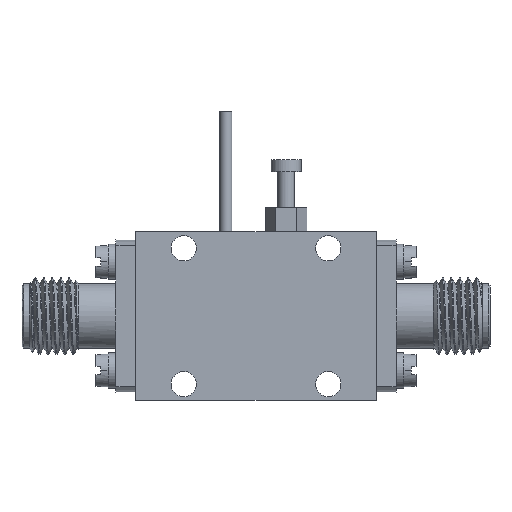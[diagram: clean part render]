
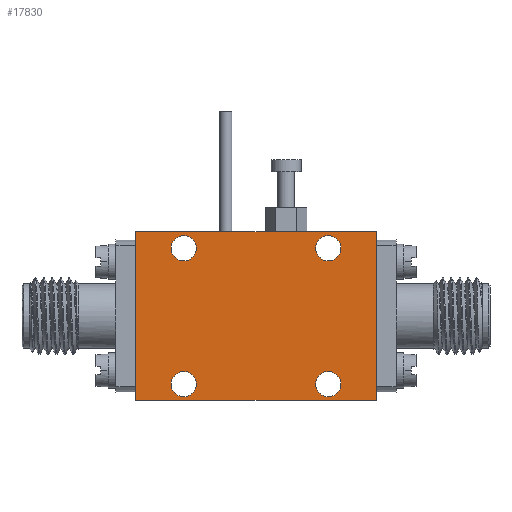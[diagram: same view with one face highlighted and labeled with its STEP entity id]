
A CAD part, front view. The second image highlights one B-rep face of the part: STEP entity #17830.
In plain terms, the highlighted planar face has unit normal (0, -1, 0).
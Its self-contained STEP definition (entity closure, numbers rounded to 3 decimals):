
#70 = ORIENTED_EDGE ( 'NONE', *, *, #7675, .T. ) ;
#135 = PLANE ( 'NONE',  #12967 ) ;
#245 = FACE_OUTER_BOUND ( 'NONE', #1475, .T. ) ;
#540 = CARTESIAN_POINT ( 'NONE',  ( -6., 0., 6.7 ) ) ;
#899 = ORIENTED_EDGE ( 'NONE', *, *, #15461, .T. ) ;
#1061 = CIRCLE ( 'NONE', #7109, 1.05 ) ;
#1078 = DIRECTION ( 'NONE',  ( 0., 0., 1. ) ) ;
#1317 = ORIENTED_EDGE ( 'NONE', *, *, #4349, .T. ) ;
#1378 = DIRECTION ( 'NONE',  ( 0., 1., 0. ) ) ;
#1475 = EDGE_LOOP ( 'NONE', ( #70, #5475, #6369, #17901 ) ) ;
#1712 = CARTESIAN_POINT ( 'NONE',  ( -6., 0., 5.65 ) ) ;
#1860 = VERTEX_POINT ( 'NONE', #16675 ) ;
#2034 = CIRCLE ( 'NONE', #14110, 1.05 ) ;
#2206 = DIRECTION ( 'NONE',  ( 0., 1., 0. ) ) ;
#2308 = EDGE_CURVE ( 'NONE', #1860, #9489, #15421, .T. ) ;
#2359 = LINE ( 'NONE', #8909, #18480 ) ;
#2547 = CARTESIAN_POINT ( 'NONE',  ( 6., 0., 5.65 ) ) ;
#2841 = CARTESIAN_POINT ( 'NONE',  ( 6., 0., -5.65 ) ) ;
#2929 = CARTESIAN_POINT ( 'NONE',  ( -6., 0., -5.65 ) ) ;
#3026 = ORIENTED_EDGE ( 'NONE', *, *, #21273, .T. ) ;
#3596 = EDGE_LOOP ( 'NONE', ( #7445, #16703 ) ) ;
#3604 = DIRECTION ( 'NONE',  ( 0., 0., -1. ) ) ;
#3609 = CIRCLE ( 'NONE', #17459, 1.05 ) ;
#3660 = DIRECTION ( 'NONE',  ( 0., 0., 1. ) ) ;
#4179 = CARTESIAN_POINT ( 'NONE',  ( 10., 0., 7. ) ) ;
#4349 = EDGE_CURVE ( 'NONE', #5006, #12847, #14863, .T. ) ;
#4822 = VERTEX_POINT ( 'NONE', #10404 ) ;
#5006 = VERTEX_POINT ( 'NONE', #17248 ) ;
#5242 = DIRECTION ( 'NONE',  ( 1., 0., 0. ) ) ;
#5417 = VECTOR ( 'NONE', #3660, 1000. ) ;
#5448 = CIRCLE ( 'NONE', #13249, 1.05 ) ;
#5475 = ORIENTED_EDGE ( 'NONE', *, *, #2308, .T. ) ;
#5492 = CARTESIAN_POINT ( 'NONE',  ( 6., 0., -6.7 ) ) ;
#5531 = EDGE_CURVE ( 'NONE', #8755, #9790, #15230, .T. ) ;
#5662 = AXIS2_PLACEMENT_3D ( 'NONE', #21311, #9535, #1078 ) ;
#6166 = DIRECTION ( 'NONE',  ( 0., 0., 1. ) ) ;
#6369 = ORIENTED_EDGE ( 'NONE', *, *, #8301, .F. ) ;
#6743 = AXIS2_PLACEMENT_3D ( 'NONE', #2929, #10123, #16471 ) ;
#6868 = EDGE_CURVE ( 'NONE', #12469, #21259, #16364, .T. ) ;
#7109 = AXIS2_PLACEMENT_3D ( 'NONE', #1712, #18840, #15267 ) ;
#7445 = ORIENTED_EDGE ( 'NONE', *, *, #9663, .T. ) ;
#7675 = EDGE_CURVE ( 'NONE', #14770, #1860, #2359, .T. ) ;
#7769 = EDGE_LOOP ( 'NONE', ( #13340, #3026 ) ) ;
#8044 = AXIS2_PLACEMENT_3D ( 'NONE', #14206, #21196, #9421 ) ;
#8056 = FACE_BOUND ( 'NONE', #11137, .T. ) ;
#8268 = FACE_BOUND ( 'NONE', #17683, .T. ) ;
#8301 = EDGE_CURVE ( 'NONE', #20223, #9489, #19667, .T. ) ;
#8633 = CARTESIAN_POINT ( 'NONE',  ( -6., 0., 5.65 ) ) ;
#8755 = VERTEX_POINT ( 'NONE', #14966 ) ;
#8909 = CARTESIAN_POINT ( 'NONE',  ( -10., 0., -7. ) ) ;
#8991 = DIRECTION ( 'NONE',  ( 0., 1., 0. ) ) ;
#9092 = DIRECTION ( 'NONE',  ( 0., 0., 1. ) ) ;
#9421 = DIRECTION ( 'NONE',  ( 0., 0., 1. ) ) ;
#9489 = VERTEX_POINT ( 'NONE', #4179 ) ;
#9535 = DIRECTION ( 'NONE',  ( 0., 1., 0. ) ) ;
#9663 = EDGE_CURVE ( 'NONE', #4822, #10870, #5448, .T. ) ;
#9790 = VERTEX_POINT ( 'NONE', #13382 ) ;
#10123 = DIRECTION ( 'NONE',  ( 0., 1., 0. ) ) ;
#10250 = CARTESIAN_POINT ( 'NONE',  ( 0., 0., 0. ) ) ;
#10404 = CARTESIAN_POINT ( 'NONE',  ( 6., 0., -4.6 ) ) ;
#10870 = VERTEX_POINT ( 'NONE', #5492 ) ;
#11137 = EDGE_LOOP ( 'NONE', ( #14792, #13899 ) ) ;
#11203 = DIRECTION ( 'NONE',  ( 1., 0., 0. ) ) ;
#12134 = DIRECTION ( 'NONE',  ( 0., -1., 0. ) ) ;
#12305 = CARTESIAN_POINT ( 'NONE',  ( 10., 0., -7. ) ) ;
#12316 = DIRECTION ( 'NONE',  ( 0., 0., 1. ) ) ;
#12469 = VERTEX_POINT ( 'NONE', #12925 ) ;
#12847 = VERTEX_POINT ( 'NONE', #13006 ) ;
#12925 = CARTESIAN_POINT ( 'NONE',  ( -6., 0., 4.6 ) ) ;
#12967 = AXIS2_PLACEMENT_3D ( 'NONE', #10250, #12134, #3604 ) ;
#12993 = CARTESIAN_POINT ( 'NONE',  ( -10., 0., 7. ) ) ;
#13006 = CARTESIAN_POINT ( 'NONE',  ( -6., 0., -4.6 ) ) ;
#13053 = LINE ( 'NONE', #19831, #21353 ) ;
#13249 = AXIS2_PLACEMENT_3D ( 'NONE', #2841, #1378, #6166 ) ;
#13340 = ORIENTED_EDGE ( 'NONE', *, *, #5531, .T. ) ;
#13382 = CARTESIAN_POINT ( 'NONE',  ( 6., 0., 4.6 ) ) ;
#13681 = EDGE_CURVE ( 'NONE', #21259, #12469, #1061, .T. ) ;
#13750 = DIRECTION ( 'NONE',  ( 0., 0., 1. ) ) ;
#13899 = ORIENTED_EDGE ( 'NONE', *, *, #6868, .T. ) ;
#14110 = AXIS2_PLACEMENT_3D ( 'NONE', #2547, #8991, #12316 ) ;
#14206 = CARTESIAN_POINT ( 'NONE',  ( 6., 0., -5.65 ) ) ;
#14588 = AXIS2_PLACEMENT_3D ( 'NONE', #8633, #15192, #13750 ) ;
#14770 = VERTEX_POINT ( 'NONE', #19699 ) ;
#14792 = ORIENTED_EDGE ( 'NONE', *, *, #13681, .T. ) ;
#14863 = CIRCLE ( 'NONE', #6743, 1.05 ) ;
#14966 = CARTESIAN_POINT ( 'NONE',  ( 6., 0., 6.7 ) ) ;
#15192 = DIRECTION ( 'NONE',  ( 0., 1., 0. ) ) ;
#15230 = CIRCLE ( 'NONE', #5662, 1.05 ) ;
#15267 = DIRECTION ( 'NONE',  ( 0., 0., 1. ) ) ;
#15361 = FACE_BOUND ( 'NONE', #7769, .T. ) ;
#15421 = LINE ( 'NONE', #12305, #5417 ) ;
#15461 = EDGE_CURVE ( 'NONE', #12847, #5006, #3609, .T. ) ;
#16179 = EDGE_CURVE ( 'NONE', #14770, #20223, #13053, .T. ) ;
#16364 = CIRCLE ( 'NONE', #14588, 1.05 ) ;
#16471 = DIRECTION ( 'NONE',  ( 0., 0., 1. ) ) ;
#16675 = CARTESIAN_POINT ( 'NONE',  ( 10., 0., -7. ) ) ;
#16703 = ORIENTED_EDGE ( 'NONE', *, *, #19531, .T. ) ;
#17248 = CARTESIAN_POINT ( 'NONE',  ( -6., 0., -6.7 ) ) ;
#17374 = FACE_BOUND ( 'NONE', #3596, .T. ) ;
#17459 = AXIS2_PLACEMENT_3D ( 'NONE', #18882, #2206, #9092 ) ;
#17683 = EDGE_LOOP ( 'NONE', ( #899, #1317 ) ) ;
#17830 = ADVANCED_FACE ( 'NONE', ( #8056, #8268, #17374, #15361, #245 ), #135, .T. ) ;
#17901 = ORIENTED_EDGE ( 'NONE', *, *, #16179, .F. ) ;
#17980 = CIRCLE ( 'NONE', #8044, 1.05 ) ;
#18480 = VECTOR ( 'NONE', #5242, 1000. ) ;
#18794 = CARTESIAN_POINT ( 'NONE',  ( -10., 0., 7. ) ) ;
#18840 = DIRECTION ( 'NONE',  ( 0., 1., 0. ) ) ;
#18882 = CARTESIAN_POINT ( 'NONE',  ( -6., 0., -5.65 ) ) ;
#19531 = EDGE_CURVE ( 'NONE', #10870, #4822, #17980, .T. ) ;
#19667 = LINE ( 'NONE', #12993, #21426 ) ;
#19699 = CARTESIAN_POINT ( 'NONE',  ( -10., 0., -7. ) ) ;
#19831 = CARTESIAN_POINT ( 'NONE',  ( -10., 0., -7. ) ) ;
#20223 = VERTEX_POINT ( 'NONE', #18794 ) ;
#20264 = DIRECTION ( 'NONE',  ( 0., 0., 1. ) ) ;
#21196 = DIRECTION ( 'NONE',  ( 0., 1., 0. ) ) ;
#21259 = VERTEX_POINT ( 'NONE', #540 ) ;
#21273 = EDGE_CURVE ( 'NONE', #9790, #8755, #2034, .T. ) ;
#21311 = CARTESIAN_POINT ( 'NONE',  ( 6., 0., 5.65 ) ) ;
#21353 = VECTOR ( 'NONE', #20264, 1000. ) ;
#21426 = VECTOR ( 'NONE', #11203, 1000. ) ;
